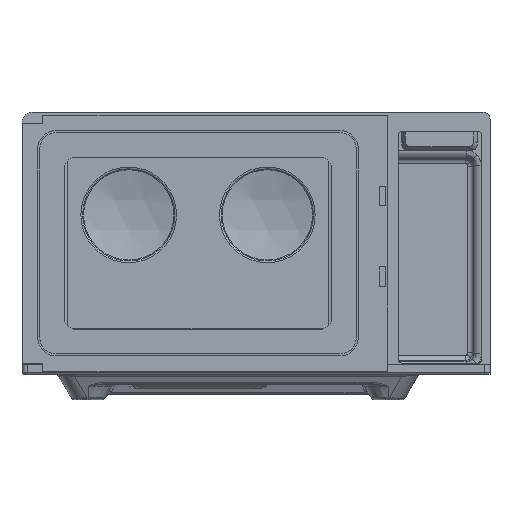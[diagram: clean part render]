
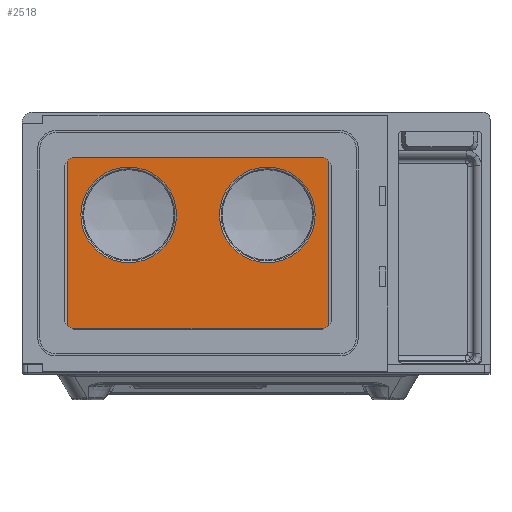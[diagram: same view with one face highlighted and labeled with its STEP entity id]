
A CAD part, front view. The second image highlights one B-rep face of the part: STEP entity #2518.
In plain terms, the highlighted planar face has unit normal (0, -1, 0).
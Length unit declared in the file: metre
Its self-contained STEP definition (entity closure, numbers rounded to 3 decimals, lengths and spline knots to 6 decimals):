
#2518 = ADVANCED_FACE( 'NONE', ( #5133, #5134, #5135 ), #5136, .T. );
#5133 = FACE_OUTER_BOUND( '', #13360, .T. );
#5134 = FACE_BOUND( '', #13361, .T. );
#5135 = FACE_BOUND( '', #13362, .T. );
#5136 = PLANE( '', #13363 );
#13360 = EDGE_LOOP( '', ( #19968, #19969, #19970, #19971, #19972, #19973, #19974, #19975 ) );
#13361 = EDGE_LOOP( '', ( #19976 ) );
#13362 = EDGE_LOOP( '', ( #19977 ) );
#13363 = AXIS2_PLACEMENT_3D( '', #19978, #19979, #19980 );
#19968 = ORIENTED_EDGE( '', *, *, #22148, .F. );
#19969 = ORIENTED_EDGE( '', *, *, #21047, .F. );
#19970 = ORIENTED_EDGE( '', *, *, #21578, .F. );
#19971 = ORIENTED_EDGE( '', *, *, #21276, .F. );
#19972 = ORIENTED_EDGE( '', *, *, #22664, .F. );
#19973 = ORIENTED_EDGE( '', *, *, #22904, .F. );
#19974 = ORIENTED_EDGE( '', *, *, #22613, .F. );
#19975 = ORIENTED_EDGE( '', *, *, #21989, .F. );
#19976 = ORIENTED_EDGE( '', *, *, #22169, .F. );
#19977 = ORIENTED_EDGE( '', *, *, #21545, .F. );
#19978 = CARTESIAN_POINT( '', ( -0.743264, -0.109924, 0.234643 ) );
#19979 = DIRECTION( '', ( 0., -1., 0. ) );
#19980 = DIRECTION( '', ( 0., 0., -1. ) );
#21047 = EDGE_CURVE( 'NONE', #24474, #24477, #24478, .T. );
#21276 = EDGE_CURVE( 'NONE', #24831, #24833, #24834, .T. );
#21545 = EDGE_CURVE( 'NONE', #25232, #25232, #25233, .T. );
#21578 = EDGE_CURVE( 'NONE', #24833, #24474, #25275, .T. );
#21989 = EDGE_CURVE( 'NONE', #25866, #25868, #25869, .T. );
#22148 = EDGE_CURVE( 'NONE', #24477, #25866, #26077, .T. );
#22169 = EDGE_CURVE( 'NONE', #26100, #26100, #26101, .T. );
#22613 = EDGE_CURVE( 'NONE', #25868, #26631, #26633, .T. );
#22664 = EDGE_CURVE( 'NONE', #26690, #24831, #26692, .T. );
#22904 = EDGE_CURVE( 'NONE', #26631, #26690, #26941, .T. );
#24474 = VERTEX_POINT( 'NONE', #30159 );
#24477 = VERTEX_POINT( 'NONE', #30162 );
#24478 = CIRCLE( '', #30163, 0.003339 );
#24831 = VERTEX_POINT( 'NONE', #30925 );
#24833 = VERTEX_POINT( 'NONE', #30927 );
#24834 = CIRCLE( '', #30928, 0.003339 );
#25232 = VERTEX_POINT( '', #31864 );
#25233 = CIRCLE( '', #31865, 0.047 );
#25275 = LINE( '', #31977, #31978 );
#25866 = VERTEX_POINT( 'NONE', #33331 );
#25868 = VERTEX_POINT( 'NONE', #33333 );
#25869 = CIRCLE( '', #33334, 0.003339 );
#26077 = LINE( '', #33770, #33771 );
#26100 = VERTEX_POINT( '', #33852 );
#26101 = CIRCLE( '', #33853, 0.047 );
#26631 = VERTEX_POINT( 'NONE', #35112 );
#26633 = LINE( '', #35114, #35115 );
#26690 = VERTEX_POINT( 'NONE', #35213 );
#26692 = LINE( '', #35215, #35216 );
#26941 = CIRCLE( '', #35844, 0.003339 );
#30159 = CARTESIAN_POINT( '', ( -0.871603, -0.109924, 0.315393 ) );
#30162 = CARTESIAN_POINT( '', ( -0.868264, -0.109924, 0.318732 ) );
#30163 = AXIS2_PLACEMENT_3D( '', #37124, #37125, #37126 );
#30925 = CARTESIAN_POINT( '', ( -0.868264, -0.109924, 0.150554 ) );
#30927 = CARTESIAN_POINT( '', ( -0.871603, -0.109924, 0.153893 ) );
#30928 = AXIS2_PLACEMENT_3D( '', #37427, #37428, #37429 );
#31864 = CARTESIAN_POINT( '', ( -0.764415, -0.109924, 0.262544 ) );
#31865 = AXIS2_PLACEMENT_3D( '', #37748, #37749, #37750 );
#31977 = CARTESIAN_POINT( '', ( -0.871603, -0.109924, 0.234643 ) );
#31978 = VECTOR( '', #37786, 1. );
#33331 = CARTESIAN_POINT( '', ( -0.618264, -0.109924, 0.318732 ) );
#33333 = CARTESIAN_POINT( '', ( -0.614925, -0.109924, 0.315393 ) );
#33334 = AXIS2_PLACEMENT_3D( '', #38316, #38317, #38318 );
#33770 = CARTESIAN_POINT( '', ( -0.743264, -0.109924, 0.318732 ) );
#33771 = VECTOR( '', #38519, 1. );
#33852 = CARTESIAN_POINT( '', ( -0.628112, -0.109924, 0.262544 ) );
#33853 = AXIS2_PLACEMENT_3D( '', #38542, #38543, #38544 );
#35112 = CARTESIAN_POINT( '', ( -0.614925, -0.109924, 0.153893 ) );
#35114 = CARTESIAN_POINT( '', ( -0.614925, -0.109924, 0.234643 ) );
#35115 = VECTOR( '', #38984, 1. );
#35213 = CARTESIAN_POINT( '', ( -0.618264, -0.109924, 0.150554 ) );
#35215 = CARTESIAN_POINT( '', ( -0.743264, -0.109924, 0.150554 ) );
#35216 = VECTOR( '', #39035, 1. );
#35844 = AXIS2_PLACEMENT_3D( '', #39184, #39185, #39186 );
#37124 = CARTESIAN_POINT( '', ( -0.868264, -0.109924, 0.315393 ) );
#37125 = DIRECTION( '', ( 0., 1., 0. ) );
#37126 = DIRECTION( '', ( 1., 0., 0. ) );
#37427 = CARTESIAN_POINT( '', ( -0.868264, -0.109924, 0.153893 ) );
#37428 = DIRECTION( '', ( 0., 1., 0. ) );
#37429 = DIRECTION( '', ( 1., 0., 0. ) );
#37748 = CARTESIAN_POINT( '', ( -0.811415, -0.109924, 0.262544 ) );
#37749 = DIRECTION( '', ( 0., -1., 0. ) );
#37750 = DIRECTION( '', ( 1., 0., 0. ) );
#37786 = DIRECTION( '', ( 0., 0., 1. ) );
#38316 = CARTESIAN_POINT( '', ( -0.618264, -0.109924, 0.315393 ) );
#38317 = DIRECTION( '', ( 0., 1., 0. ) );
#38318 = DIRECTION( '', ( 1., 0., 0. ) );
#38519 = DIRECTION( '', ( 1., 0., 0. ) );
#38542 = CARTESIAN_POINT( '', ( -0.675112, -0.109924, 0.262544 ) );
#38543 = DIRECTION( '', ( 0., -1., 0. ) );
#38544 = DIRECTION( '', ( 1., 0., 0. ) );
#38984 = DIRECTION( '', ( 0., 0., -1. ) );
#39035 = DIRECTION( '', ( -1., 0., 0. ) );
#39184 = CARTESIAN_POINT( '', ( -0.618264, -0.109924, 0.153893 ) );
#39185 = DIRECTION( '', ( 0., 1., 0. ) );
#39186 = DIRECTION( '', ( 1., 0., 0. ) );
